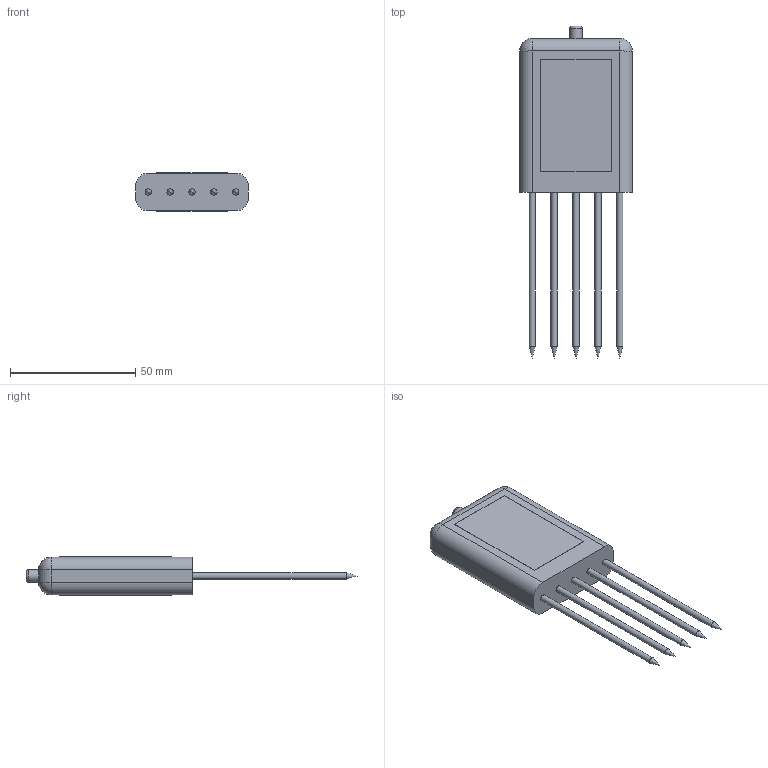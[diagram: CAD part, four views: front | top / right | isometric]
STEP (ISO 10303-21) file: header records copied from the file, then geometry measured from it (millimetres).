
FILE_DESCRIPTION(/* description */ (''),/* implementation_level */ '2;1');
FILE_NAME(/* name */ 'Soil_integrated_sensor .step',/* time_stamp */ '2023-04-27T01:42:26+02:00',/* author */ (''),/* organization */ (''),/* preprocessor_version */ 'ST-DEVELOPER v19.2',/* originating_system */ 'Autodesk Translation Framework v12.4.0.73',/* authorisation */ '');
FILE_SCHEMA (('AUTOMOTIVE_DESIGN { 1 0 10303 214 3 1 1 }'));
Length unit declared in the file: millimetre
Products named in the file (1): Soil_integrated_sensor
Bounding box: 45 x 132.67 x 15.2 mm (x, y, z)
Volume: 41527.3 mm3; surface area: 15534.9 mm2
Topology: 3 solids, 3 shells, 44 faces, 95 edges, 57 vertices
Faces by surface type: plane 20, cylinder 14, cone 5, sphere 4, torus 1
Full cylindrical faces by diameter (mm): 2.5 x5, 5 x1
Entity records: 1224 total; most frequent: DIRECTION 213, CARTESIAN_POINT 192, ORIENTED_EDGE 180, EDGE_CURVE 90, AXIS2_PLACEMENT_3D 78, LINE 57, VECTOR 57, VERTEX_POINT 57
